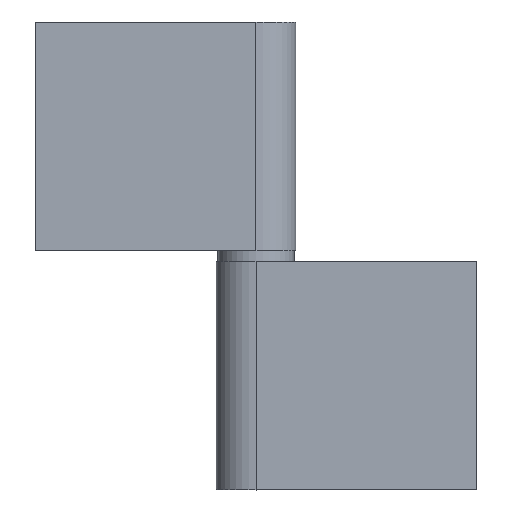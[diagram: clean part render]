
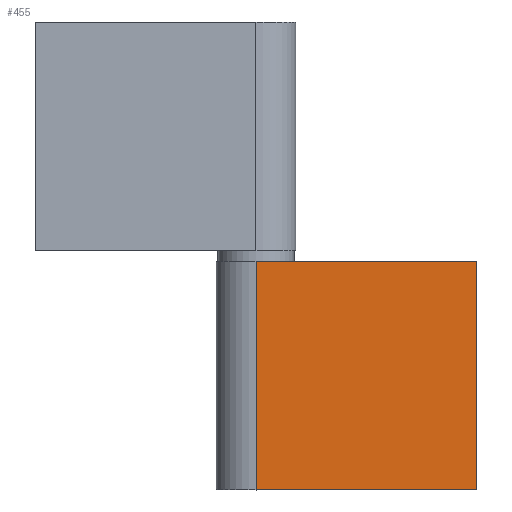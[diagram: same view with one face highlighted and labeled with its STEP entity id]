
A CAD part, top view. The second image highlights one B-rep face of the part: STEP entity #455.
In plain terms, the highlighted planar face has unit normal (0, 0, 1).
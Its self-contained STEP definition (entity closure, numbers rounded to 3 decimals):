
#221 = LINE ( 'NONE', #244, #243 ) ;
#222 = DIRECTION ( 'NONE',  ( -1., 0., 0. ) ) ;
#223 = DIRECTION ( 'NONE',  ( 0., 0., -1. ) ) ;
#224 = CARTESIAN_POINT ( 'NONE',  ( 0., 60., 10.5 ) ) ;
#225 = AXIS2_PLACEMENT_3D ( 'NONE', #224, #223, #222 ) ;
#226 = PLANE ( 'NONE',  #225 ) ;
#234 = DIRECTION ( 'NONE',  ( 0., -1., 0. ) ) ;
#235 = VECTOR ( 'NONE', #234, 1000. ) ;
#236 = CARTESIAN_POINT ( 'NONE',  ( 0., 60., 10.5 ) ) ;
#237 = LINE ( 'NONE', #236, #235 ) ;
#238 = CARTESIAN_POINT ( 'NONE',  ( 0., 0., 10.5 ) ) ;
#242 = DIRECTION ( 'NONE',  ( 0., -1., 0. ) ) ;
#243 = VECTOR ( 'NONE', #242, 1000. ) ;
#244 = CARTESIAN_POINT ( 'NONE',  ( 58., 60., 10.5 ) ) ;
#254 = FACE_OUTER_BOUND ( 'NONE', #456, .T. ) ;
#306 = CARTESIAN_POINT ( 'NONE',  ( 0., 60., 10.5 ) ) ;
#455 = ADVANCED_FACE ( 'NONE', ( #254 ), #226, .F. ) ;
#456 = EDGE_LOOP ( 'NONE', ( #457, #458, #460, #461 ) ) ;
#457 = ORIENTED_EDGE ( 'NONE', *, *, #534, .T. ) ;
#458 = ORIENTED_EDGE ( 'NONE', *, *, #459, .F. ) ;
#459 = EDGE_CURVE ( 'NONE', #517, #515, #221, .T. ) ;
#460 = ORIENTED_EDGE ( 'NONE', *, *, #516, .F. ) ;
#461 = ORIENTED_EDGE ( 'NONE', *, *, #471, .T. ) ;
#468 = VERTEX_POINT ( 'NONE', #238 ) ;
#471 = EDGE_CURVE ( 'NONE', #484, #468, #237, .T. ) ;
#484 = VERTEX_POINT ( 'NONE', #306 ) ;
#515 = VERTEX_POINT ( 'NONE', #614 ) ;
#516 = EDGE_CURVE ( 'NONE', #484, #517, #613, .T. ) ;
#517 = VERTEX_POINT ( 'NONE', #609 ) ;
#534 = EDGE_CURVE ( 'NONE', #468, #515, #595, .T. ) ;
#592 = DIRECTION ( 'NONE',  ( 1., 0., 0. ) ) ;
#593 = VECTOR ( 'NONE', #592, 1000. ) ;
#594 = CARTESIAN_POINT ( 'NONE',  ( 0., 0., 10.5 ) ) ;
#595 = LINE ( 'NONE', #594, #593 ) ;
#609 = CARTESIAN_POINT ( 'NONE',  ( 58., 60., 10.5 ) ) ;
#610 = DIRECTION ( 'NONE',  ( 1., 0., 0. ) ) ;
#611 = VECTOR ( 'NONE', #610, 1000. ) ;
#612 = CARTESIAN_POINT ( 'NONE',  ( 0., 60., 10.5 ) ) ;
#613 = LINE ( 'NONE', #612, #611 ) ;
#614 = CARTESIAN_POINT ( 'NONE',  ( 58., 0., 10.5 ) ) ;
